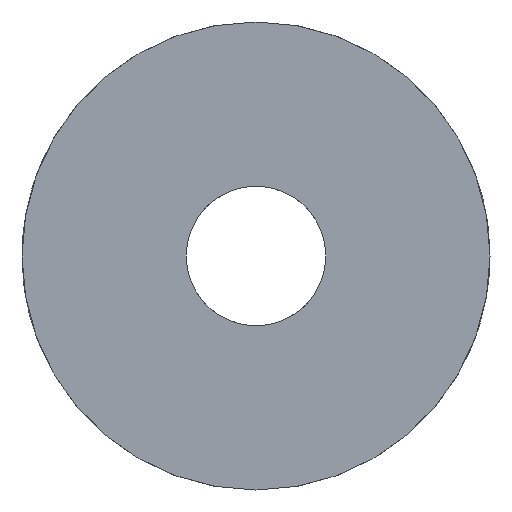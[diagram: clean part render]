
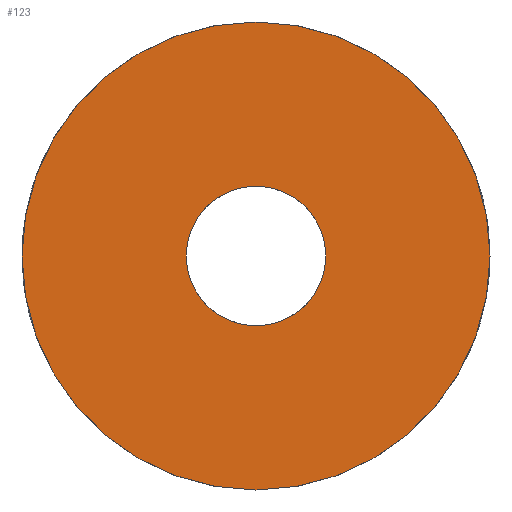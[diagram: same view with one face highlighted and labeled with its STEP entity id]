
A CAD part, left-side view. The second image highlights one B-rep face of the part: STEP entity #123.
In plain terms, the highlighted planar face has unit normal (-1, 0, 0).
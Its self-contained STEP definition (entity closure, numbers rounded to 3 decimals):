
#6 = DIRECTION ( 'NONE',  ( 0., -1., 0. ) ) ;
#10 = PLANE ( 'NONE',  #190 ) ;
#14 = AXIS2_PLACEMENT_3D ( 'NONE', #90, #184, #72 ) ;
#20 = CARTESIAN_POINT ( 'NONE',  ( 0., 15., 10. ) ) ;
#23 = CARTESIAN_POINT ( 'NONE',  ( 0., 30., 20. ) ) ;
#40 = CIRCLE ( 'NONE', #14, 2.125 ) ;
#43 = DIRECTION ( 'NONE',  ( 0., -1., 0. ) ) ;
#54 = ORIENTED_EDGE ( 'NONE', *, *, #97, .F. ) ;
#57 = DIRECTION ( 'NONE',  ( -1., 0., 0. ) ) ;
#60 = DIRECTION ( 'NONE',  ( -1., 0., 0. ) ) ;
#62 = AXIS2_PLACEMENT_3D ( 'NONE', #174, #57, #154 ) ;
#63 = FACE_OUTER_BOUND ( 'NONE', #185, .T. ) ;
#65 = EDGE_CURVE ( 'NONE', #73, #66, #149, .T. ) ;
#66 = VERTEX_POINT ( 'NONE', #191 ) ;
#72 = DIRECTION ( 'NONE',  ( 0., -1., 0. ) ) ;
#73 = VERTEX_POINT ( 'NONE', #208 ) ;
#90 = CARTESIAN_POINT ( 'NONE',  ( 0., 15., 10. ) ) ;
#92 = DIRECTION ( 'NONE',  ( 0., 1., 0. ) ) ;
#95 = FACE_BOUND ( 'NONE', #99, .T. ) ;
#97 = EDGE_CURVE ( 'NONE', #195, #209, #177, .T. ) ;
#99 = EDGE_LOOP ( 'NONE', ( #161, #54 ) ) ;
#105 = AXIS2_PLACEMENT_3D ( 'NONE', #175, #60, #43 ) ;
#109 = CARTESIAN_POINT ( 'NONE',  ( 0., 17.125, 10. ) ) ;
#123 = ADVANCED_FACE ( 'NONE', ( #95, #63 ), #10, .F. ) ;
#124 = DIRECTION ( 'NONE',  ( -1., 0., 0. ) ) ;
#128 = CARTESIAN_POINT ( 'NONE',  ( 0., 12.875, 10. ) ) ;
#139 = AXIS2_PLACEMENT_3D ( 'NONE', #20, #124, #6 ) ;
#149 = CIRCLE ( 'NONE', #105, 7.125 ) ;
#154 = DIRECTION ( 'NONE',  ( 0., -1., 0. ) ) ;
#158 = ORIENTED_EDGE ( 'NONE', *, *, #65, .T. ) ;
#161 = ORIENTED_EDGE ( 'NONE', *, *, #194, .F. ) ;
#164 = CIRCLE ( 'NONE', #139, 7.125 ) ;
#174 = CARTESIAN_POINT ( 'NONE',  ( 0., 15., 10. ) ) ;
#175 = CARTESIAN_POINT ( 'NONE',  ( 0., 15., 10. ) ) ;
#177 = CIRCLE ( 'NONE', #62, 2.125 ) ;
#180 = ORIENTED_EDGE ( 'NONE', *, *, #213, .T. ) ;
#184 = DIRECTION ( 'NONE',  ( -1., 0., 0. ) ) ;
#185 = EDGE_LOOP ( 'NONE', ( #158, #180 ) ) ;
#190 = AXIS2_PLACEMENT_3D ( 'NONE', #23, #204, #92 ) ;
#191 = CARTESIAN_POINT ( 'NONE',  ( 0., 22.125, 10. ) ) ;
#194 = EDGE_CURVE ( 'NONE', #209, #195, #40, .T. ) ;
#195 = VERTEX_POINT ( 'NONE', #109 ) ;
#204 = DIRECTION ( 'NONE',  ( 1., 0., 0. ) ) ;
#208 = CARTESIAN_POINT ( 'NONE',  ( 0., 7.875, 10. ) ) ;
#209 = VERTEX_POINT ( 'NONE', #128 ) ;
#213 = EDGE_CURVE ( 'NONE', #66, #73, #164, .T. ) ;
